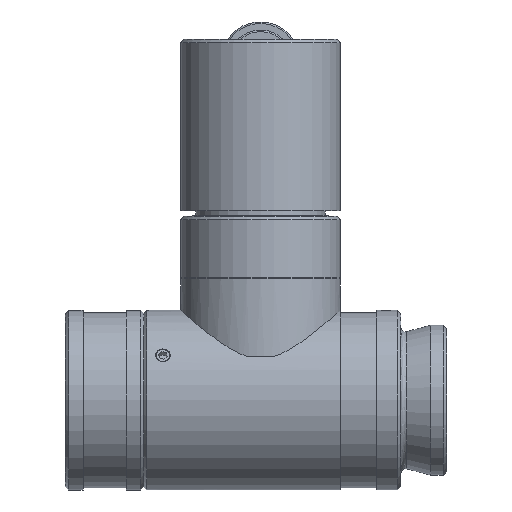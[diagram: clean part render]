
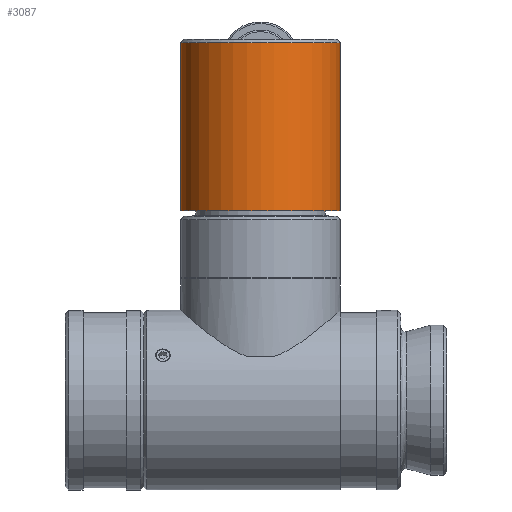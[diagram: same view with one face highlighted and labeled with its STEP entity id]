
A CAD part, front view. The second image highlights one B-rep face of the part: STEP entity #3087.
In plain terms, the highlighted cylindrical face has radius 12.7 mm (diameter 25.4 mm), a full revolution.
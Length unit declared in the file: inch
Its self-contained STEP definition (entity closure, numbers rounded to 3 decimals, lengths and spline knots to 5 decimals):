
#2837=CARTESIAN_POINT('',(1.084,0.5,0.));
#2838=VERTEX_POINT('',#2837);
#2839=CARTESIAN_POINT('',(1.214,0.5,0.0));
#2840=VERTEX_POINT('',#2839);
#2841=CARTESIAN_POINT('',(1.084,0.5,0.));
#2842=CARTESIAN_POINT('',(1.084,0.5,-0.00817));
#2843=CARTESIAN_POINT('',(1.08563,0.49978,-0.01688));
#2844=CARTESIAN_POINT('',(1.09227,0.49898,-0.03289));
#2845=CARTESIAN_POINT('',(1.09727,0.49842,-0.0402));
#2846=CARTESIAN_POINT('',(1.1088,0.49735,-0.05173));
#2847=CARTESIAN_POINT('',(1.11611,0.49678,-0.05673));
#2848=CARTESIAN_POINT('',(1.13212,0.49598,-0.06337));
#2849=CARTESIAN_POINT('',(1.14083,0.49576,-0.065));
#2850=CARTESIAN_POINT('',(1.15717,0.49576,-0.065));
#2851=CARTESIAN_POINT('',(1.16588,0.49598,-0.06337));
#2852=CARTESIAN_POINT('',(1.18189,0.49678,-0.05673));
#2853=CARTESIAN_POINT('',(1.1892,0.49735,-0.05173));
#2854=CARTESIAN_POINT('',(1.20073,0.49842,-0.0402));
#2855=CARTESIAN_POINT('',(1.20573,0.49898,-0.03289));
#2856=CARTESIAN_POINT('',(1.21237,0.49978,-0.01688));
#2857=CARTESIAN_POINT('',(1.214,0.5,-0.00817));
#2858=CARTESIAN_POINT('',(1.214,0.5,0.));
#2859=B_SPLINE_CURVE_WITH_KNOTS('',3,(#2841,#2842,#2843,#2844,#2845,#2846,#2847,#2848,#2849,#2850,#2851,#2852,#2853,#2854,#2855,#2856,#2857,#2858),.UNSPECIFIED.,.F.,.U.,(4,2,2,2,2,2,2,2,4),(0.24907,0.31133,0.3736,0.43587,0.49813,0.5604,0.62267,0.68493,0.7472),.UNSPECIFIED.);
#2860=EDGE_CURVE('',#2838,#2840,#2859,.T.);
#2862=CARTESIAN_POINT('',(1.214,0.5,0.));
#2863=CARTESIAN_POINT('',(1.214,0.5,0.00817));
#2864=CARTESIAN_POINT('',(1.21237,0.49978,0.01688));
#2865=CARTESIAN_POINT('',(1.20573,0.49898,0.03289));
#2866=CARTESIAN_POINT('',(1.20073,0.49842,0.0402));
#2867=CARTESIAN_POINT('',(1.1892,0.49735,0.05173));
#2868=CARTESIAN_POINT('',(1.18189,0.49678,0.05673));
#2869=CARTESIAN_POINT('',(1.16588,0.49598,0.06337));
#2870=CARTESIAN_POINT('',(1.15717,0.49576,0.065));
#2871=CARTESIAN_POINT('',(1.149,0.49576,0.065));
#2872=CARTESIAN_POINT('',(1.14083,0.49576,0.065));
#2873=CARTESIAN_POINT('',(1.13212,0.49598,0.06337));
#2874=CARTESIAN_POINT('',(1.11611,0.49678,0.05673));
#2875=CARTESIAN_POINT('',(1.1088,0.49735,0.05173));
#2876=CARTESIAN_POINT('',(1.09727,0.49842,0.0402));
#2877=CARTESIAN_POINT('',(1.09227,0.49898,0.03289));
#2878=CARTESIAN_POINT('',(1.08563,0.49978,0.01688));
#2879=CARTESIAN_POINT('',(1.084,0.5,0.00817));
#2880=CARTESIAN_POINT('',(1.084,0.5,0.));
#2881=B_SPLINE_CURVE_WITH_KNOTS('',3,(#2862,#2863,#2864,#2865,#2866,#2867,#2868,#2869,#2870,#2871,#2872,#2873,#2874,#2875,#2876,#2877,#2878,#2879,#2880),.UNSPECIFIED.,.F.,.U.,(4,2,2,2,3,2,2,2,4),(0.7472,0.80947,0.87173,0.934,0.99627,1.05853,1.1208,1.18307,1.24533),.UNSPECIFIED.);
#2882=EDGE_CURVE('',#2840,#2838,#2881,.T.);
#3041=CARTESIAN_POINT('',(1.269,0.5,0.));
#3042=VERTEX_POINT('',#3041);
#3043=CARTESIAN_POINT('',(1.269,0.0,0.0));
#3044=DIRECTION('',(1.0,0.0,0.0));
#3045=DIRECTION('',(0.0,-1.0,0.0));
#3046=AXIS2_PLACEMENT_3D('',#3043,#3044,#3045);
#3047=CIRCLE('',#3046,0.5);
#3048=EDGE_CURVE('',#3042,#3042,#3047,.T.);
#3064=CARTESIAN_POINT('',(0.7525,0.0,0.0));
#3065=DIRECTION('',(1.0,0.0,0.0));
#3066=DIRECTION('',(0.0,1.0,0.0));
#3067=AXIS2_PLACEMENT_3D('',#3064,#3065,#3066);
#3068=CYLINDRICAL_SURFACE('',#3067,0.5);
#3069=CARTESIAN_POINT('',(0.216,0.5,0.0));
#3070=VERTEX_POINT('',#3069);
#3071=CARTESIAN_POINT('',(0.216,0.0,0.0));
#3072=DIRECTION('',(1.0,0.0,0.0));
#3073=DIRECTION('',(0.0,1.0,0.0));
#3074=AXIS2_PLACEMENT_3D('',#3071,#3072,#3073);
#3075=CIRCLE('',#3074,0.5);
#3076=EDGE_CURVE('',#3070,#3070,#3075,.T.);
#3077=ORIENTED_EDGE('',*,*,#3076,.T.);
#3078=EDGE_LOOP('',(#3077));
#3079=FACE_OUTER_BOUND('',#3078,.T.);
#3080=ORIENTED_EDGE('',*,*,#2860,.T.);
#3081=ORIENTED_EDGE('',*,*,#2882,.T.);
#3082=EDGE_LOOP('',(#3080,#3081));
#3083=FACE_BOUND('',#3082,.T.);
#3084=ORIENTED_EDGE('',*,*,#3048,.F.);
#3085=EDGE_LOOP('',(#3084));
#3086=FACE_BOUND('',#3085,.T.);
#3087=ADVANCED_FACE('',(#3079,#3083,#3086),#3068,.T.);
